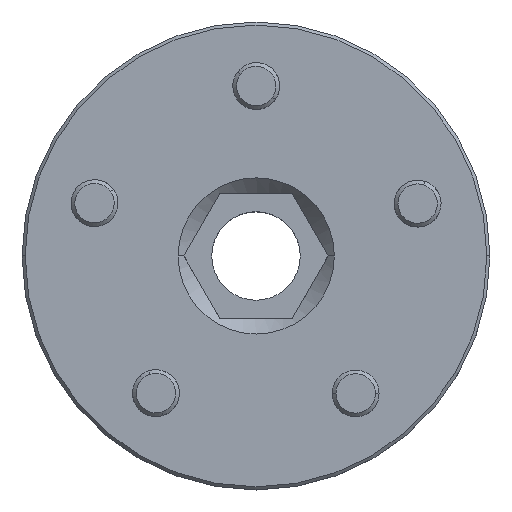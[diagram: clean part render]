
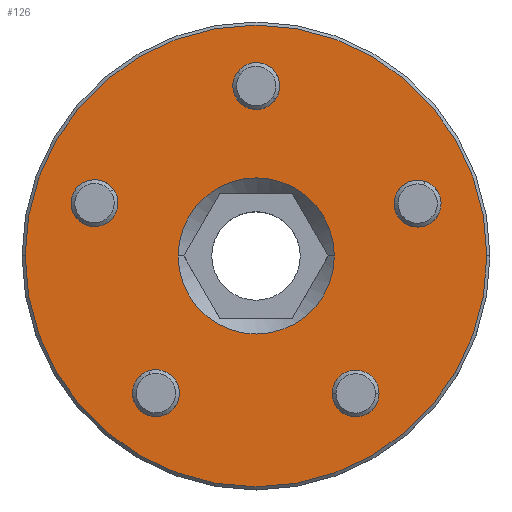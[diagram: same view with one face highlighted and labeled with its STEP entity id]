
A CAD part, top view. The second image highlights one B-rep face of the part: STEP entity #126.
In plain terms, the highlighted planar face has unit normal (0, 0, 1).
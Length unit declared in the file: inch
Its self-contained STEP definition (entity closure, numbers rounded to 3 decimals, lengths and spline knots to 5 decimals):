
#2 = VERTEX_POINT ( 'NONE', #3897 ) ;
#7 = DIRECTION ( 'NONE',  ( 1., 0., 0. ) ) ;
#28 = EDGE_CURVE ( 'NONE', #1419, #352, #926, .T. ) ;
#92 = EDGE_CURVE ( 'NONE', #478, #2, #399, .T. ) ;
#98 = DIRECTION ( 'NONE',  ( 0., 0., 1. ) ) ;
#126 = ADVANCED_FACE ( 'NONE', ( #3854, #297, #3757, #2852, #1981, #1083, #172 ), #957, .T. ) ;
#172 = FACE_BOUND ( 'NONE', #784, .T. ) ;
#196 = DIRECTION ( 'NONE',  ( -1., 0., 0. ) ) ;
#200 = ORIENTED_EDGE ( 'NONE', *, *, #1072, .F. ) ;
#229 = AXIS2_PLACEMENT_3D ( 'NONE', #488, #2836, #833 ) ;
#294 = CARTESIAN_POINT ( 'NONE',  ( 0., 0., 0.17 ) ) ;
#297 = FACE_BOUND ( 'NONE', #2875, .T. ) ;
#300 = EDGE_LOOP ( 'NONE', ( #3873, #364 ) ) ;
#326 = CARTESIAN_POINT ( 'NONE',  ( 0.0945, 0.68, 0.17 ) ) ;
#335 = EDGE_CURVE ( 'NONE', #2487, #1465, #3803, .T. ) ;
#352 = VERTEX_POINT ( 'NONE', #504 ) ;
#364 = ORIENTED_EDGE ( 'NONE', *, *, #4069, .F. ) ;
#399 = CIRCLE ( 'NONE', #1078, 0.0935 ) ;
#436 = AXIS2_PLACEMENT_3D ( 'NONE', #3301, #1326, #3664 ) ;
#448 = CARTESIAN_POINT ( 'NONE',  ( -0.924, 0., 0.17 ) ) ;
#478 = VERTEX_POINT ( 'NONE', #326 ) ;
#488 = CARTESIAN_POINT ( 'NONE',  ( 0.001, 0., 0.17 ) ) ;
#504 = CARTESIAN_POINT ( 'NONE',  ( -0.55291, 0.21108, 0.17 ) ) ;
#557 = CARTESIAN_POINT ( 'NONE',  ( -0.73991, 0.21108, 0.17 ) ) ;
#574 = EDGE_LOOP ( 'NONE', ( #2034, #1471 ) ) ;
#582 = VERTEX_POINT ( 'NONE', #2026 ) ;
#656 = CIRCLE ( 'NONE', #831, 0.0935 ) ;
#675 = EDGE_LOOP ( 'NONE', ( #3100, #1389 ) ) ;
#684 = DIRECTION ( 'NONE',  ( 0., 0., 1. ) ) ;
#710 = EDGE_CURVE ( 'NONE', #2, #478, #1061, .T. ) ;
#716 = CARTESIAN_POINT ( 'NONE',  ( -0.494, -0.54954, 0.17 ) ) ;
#784 = EDGE_LOOP ( 'NONE', ( #983, #2224 ) ) ;
#793 = CIRCLE ( 'NONE', #3054, 0.0935 ) ;
#831 = AXIS2_PLACEMENT_3D ( 'NONE', #3940, #1935, #4269 ) ;
#833 = DIRECTION ( 'NONE',  ( 1., 0., 0. ) ) ;
#878 = CARTESIAN_POINT ( 'NONE',  ( 0., 0., 0.17 ) ) ;
#883 = ORIENTED_EDGE ( 'NONE', *, *, #92, .F. ) ;
#906 = CARTESIAN_POINT ( 'NONE',  ( 0.49238, -0.55072, 0.17 ) ) ;
#926 = CIRCLE ( 'NONE', #4151, 0.0935 ) ;
#954 = CARTESIAN_POINT ( 'NONE',  ( 0.3135, 0., 0.17 ) ) ;
#957 = PLANE ( 'NONE',  #3303 ) ;
#983 = ORIENTED_EDGE ( 'NONE', *, *, #335, .T. ) ;
#1027 = CIRCLE ( 'NONE', #436, 0.0935 ) ;
#1061 = CIRCLE ( 'NONE', #4118, 0.0935 ) ;
#1065 = DIRECTION ( 'NONE',  ( 0., 0., -1. ) ) ;
#1069 = DIRECTION ( 'NONE',  ( 1., 0., 0. ) ) ;
#1072 = EDGE_CURVE ( 'NONE', #2009, #2472, #793, .T. ) ;
#1078 = AXIS2_PLACEMENT_3D ( 'NONE', #1627, #3957, #1961 ) ;
#1082 = CARTESIAN_POINT ( 'NONE',  ( 0.001, 0.68, 0.17 ) ) ;
#1083 = FACE_BOUND ( 'NONE', #2572, .T. ) ;
#1099 = EDGE_CURVE ( 'NONE', #2472, #2009, #3564, .T. ) ;
#1133 = VERTEX_POINT ( 'NONE', #716 ) ;
#1149 = EDGE_CURVE ( 'NONE', #1465, #2487, #2372, .T. ) ;
#1183 = CARTESIAN_POINT ( 'NONE',  ( 0.39888, -0.55072, 0.17 ) ) ;
#1191 = CIRCLE ( 'NONE', #3691, 0.0935 ) ;
#1198 = CIRCLE ( 'NONE', #1385, 0.0935 ) ;
#1224 = DIRECTION ( 'NONE',  ( -1., 0., 0. ) ) ;
#1314 = DIRECTION ( 'NONE',  ( 1., 0., 0. ) ) ;
#1326 = DIRECTION ( 'NONE',  ( 0., 0., 1. ) ) ;
#1363 = EDGE_CURVE ( 'NONE', #4239, #2225, #2508, .T. ) ;
#1385 = AXIS2_PLACEMENT_3D ( 'NONE', #2023, #4274, #2357 ) ;
#1389 = ORIENTED_EDGE ( 'NONE', *, *, #2258, .F. ) ;
#1419 = VERTEX_POINT ( 'NONE', #557 ) ;
#1464 = ORIENTED_EDGE ( 'NONE', *, *, #1099, .F. ) ;
#1465 = VERTEX_POINT ( 'NONE', #4095 ) ;
#1471 = ORIENTED_EDGE ( 'NONE', *, *, #3330, .T. ) ;
#1485 = AXIS2_PLACEMENT_3D ( 'NONE', #2127, #98, #2438 ) ;
#1491 = CIRCLE ( 'NONE', #3891, 0.924 ) ;
#1521 = DIRECTION ( 'NONE',  ( 1., 0., 0. ) ) ;
#1627 = CARTESIAN_POINT ( 'NONE',  ( 0.001, 0.68, 0.17 ) ) ;
#1667 = ORIENTED_EDGE ( 'NONE', *, *, #710, .F. ) ;
#1834 = CARTESIAN_POINT ( 'NONE',  ( 0.924, 0., 0.17 ) ) ;
#1910 = DIRECTION ( 'NONE',  ( 0., 0., 1. ) ) ;
#1914 = AXIS2_PLACEMENT_3D ( 'NONE', #878, #3207, #1224 ) ;
#1935 = DIRECTION ( 'NONE',  ( 0., 0., 1. ) ) ;
#1942 = AXIS2_PLACEMENT_3D ( 'NONE', #3061, #1065, #3394 ) ;
#1961 = DIRECTION ( 'NONE',  ( 1., 0., 0. ) ) ;
#1981 = FACE_BOUND ( 'NONE', #4144, .T. ) ;
#2009 = VERTEX_POINT ( 'NONE', #3439 ) ;
#2023 = CARTESIAN_POINT ( 'NONE',  ( -0.4005, -0.54954, 0.17 ) ) ;
#2026 = CARTESIAN_POINT ( 'NONE',  ( 0.30538, -0.55072, 0.17 ) ) ;
#2034 = ORIENTED_EDGE ( 'NONE', *, *, #1363, .T. ) ;
#2040 = DIRECTION ( 'NONE',  ( 0., 0., 1. ) ) ;
#2127 = CARTESIAN_POINT ( 'NONE',  ( 0.39888, -0.55072, 0.17 ) ) ;
#2168 = CARTESIAN_POINT ( 'NONE',  ( -0.307, -0.54954, 0.17 ) ) ;
#2218 = DIRECTION ( 'NONE',  ( 0., 0., 1. ) ) ;
#2224 = ORIENTED_EDGE ( 'NONE', *, *, #1149, .T. ) ;
#2225 = VERTEX_POINT ( 'NONE', #1834 ) ;
#2245 = VERTEX_POINT ( 'NONE', #2168 ) ;
#2258 = EDGE_CURVE ( 'NONE', #582, #3030, #1191, .T. ) ;
#2357 = DIRECTION ( 'NONE',  ( 1., 0., 0. ) ) ;
#2372 = CIRCLE ( 'NONE', #1942, 0.3125 ) ;
#2388 = AXIS2_PLACEMENT_3D ( 'NONE', #4037, #2040, #7 ) ;
#2438 = DIRECTION ( 'NONE',  ( 1., 0., 0. ) ) ;
#2472 = VERTEX_POINT ( 'NONE', #4290 ) ;
#2487 = VERTEX_POINT ( 'NONE', #954 ) ;
#2508 = CIRCLE ( 'NONE', #1914, 0.924 ) ;
#2572 = EDGE_LOOP ( 'NONE', ( #883, #1667 ) ) ;
#2689 = CARTESIAN_POINT ( 'NONE',  ( 0.64703, 0.20918, 0.17 ) ) ;
#2768 = CIRCLE ( 'NONE', #1485, 0.0935 ) ;
#2836 = DIRECTION ( 'NONE',  ( 0., 0., -1. ) ) ;
#2852 = FACE_BOUND ( 'NONE', #300, .T. ) ;
#2875 = EDGE_LOOP ( 'NONE', ( #1464, #200 ) ) ;
#3021 = DIRECTION ( 'NONE',  ( 1., 0., 0. ) ) ;
#3030 = VERTEX_POINT ( 'NONE', #906 ) ;
#3054 = AXIS2_PLACEMENT_3D ( 'NONE', #2689, #684, #3021 ) ;
#3059 = EDGE_CURVE ( 'NONE', #2245, #1133, #656, .T. ) ;
#3061 = CARTESIAN_POINT ( 'NONE',  ( 0.001, 0., 0.17 ) ) ;
#3100 = ORIENTED_EDGE ( 'NONE', *, *, #3706, .F. ) ;
#3139 = ORIENTED_EDGE ( 'NONE', *, *, #3165, .F. ) ;
#3165 = EDGE_CURVE ( 'NONE', #352, #1419, #1027, .T. ) ;
#3207 = DIRECTION ( 'NONE',  ( 0., 0., 1. ) ) ;
#3293 = DIRECTION ( 'NONE',  ( 0., 0., 1. ) ) ;
#3301 = CARTESIAN_POINT ( 'NONE',  ( -0.64641, 0.21108, 0.17 ) ) ;
#3303 = AXIS2_PLACEMENT_3D ( 'NONE', #294, #3293, #1314 ) ;
#3330 = EDGE_CURVE ( 'NONE', #2225, #4239, #1491, .T. ) ;
#3394 = DIRECTION ( 'NONE',  ( 1., 0., 0. ) ) ;
#3397 = DIRECTION ( 'NONE',  ( 0., 0., 1. ) ) ;
#3439 = CARTESIAN_POINT ( 'NONE',  ( 0.55353, 0.20918, 0.17 ) ) ;
#3516 = DIRECTION ( 'NONE',  ( 0., 0., 1. ) ) ;
#3564 = CIRCLE ( 'NONE', #2388, 0.0935 ) ;
#3664 = DIRECTION ( 'NONE',  ( 1., 0., 0. ) ) ;
#3691 = AXIS2_PLACEMENT_3D ( 'NONE', #1183, #3516, #1521 ) ;
#3706 = EDGE_CURVE ( 'NONE', #3030, #582, #2768, .T. ) ;
#3757 = FACE_BOUND ( 'NONE', #675, .T. ) ;
#3803 = CIRCLE ( 'NONE', #229, 0.3125 ) ;
#3833 = ORIENTED_EDGE ( 'NONE', *, *, #28, .F. ) ;
#3854 = FACE_OUTER_BOUND ( 'NONE', #574, .T. ) ;
#3873 = ORIENTED_EDGE ( 'NONE', *, *, #3059, .F. ) ;
#3891 = AXIS2_PLACEMENT_3D ( 'NONE', #4209, #2218, #196 ) ;
#3897 = CARTESIAN_POINT ( 'NONE',  ( -0.0925, 0.68, 0.17 ) ) ;
#3909 = CARTESIAN_POINT ( 'NONE',  ( -0.64641, 0.21108, 0.17 ) ) ;
#3940 = CARTESIAN_POINT ( 'NONE',  ( -0.4005, -0.54954, 0.17 ) ) ;
#3957 = DIRECTION ( 'NONE',  ( 0., 0., 1. ) ) ;
#4037 = CARTESIAN_POINT ( 'NONE',  ( 0.64703, 0.20918, 0.17 ) ) ;
#4069 = EDGE_CURVE ( 'NONE', #1133, #2245, #1198, .T. ) ;
#4095 = CARTESIAN_POINT ( 'NONE',  ( -0.3115, 0., 0.17 ) ) ;
#4118 = AXIS2_PLACEMENT_3D ( 'NONE', #1082, #3397, #1069 ) ;
#4144 = EDGE_LOOP ( 'NONE', ( #3139, #3833 ) ) ;
#4151 = AXIS2_PLACEMENT_3D ( 'NONE', #3909, #1910, #4242 ) ;
#4209 = CARTESIAN_POINT ( 'NONE',  ( 0., 0., 0.17 ) ) ;
#4239 = VERTEX_POINT ( 'NONE', #448 ) ;
#4242 = DIRECTION ( 'NONE',  ( 1., 0., 0. ) ) ;
#4269 = DIRECTION ( 'NONE',  ( 1., 0., 0. ) ) ;
#4274 = DIRECTION ( 'NONE',  ( 0., 0., 1. ) ) ;
#4290 = CARTESIAN_POINT ( 'NONE',  ( 0.74053, 0.20918, 0.17 ) ) ;
